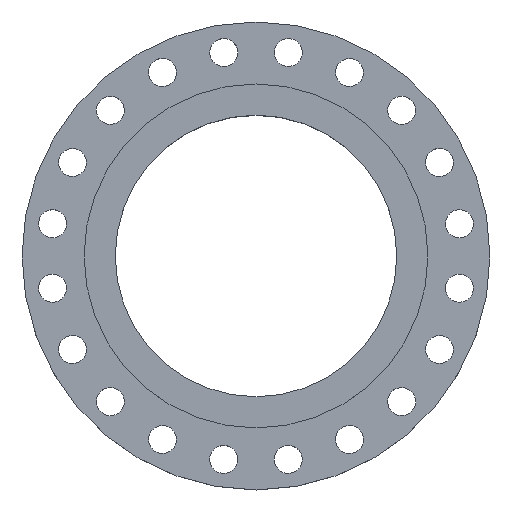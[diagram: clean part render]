
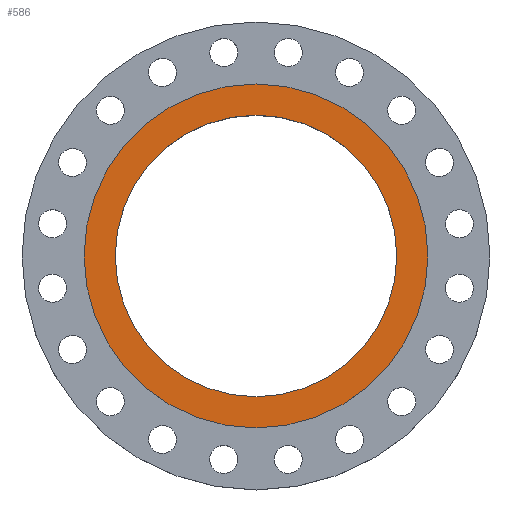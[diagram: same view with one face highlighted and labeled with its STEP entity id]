
A CAD part, top view. The second image highlights one B-rep face of the part: STEP entity #586.
In plain terms, the highlighted planar face has unit normal (0, 0, 1).
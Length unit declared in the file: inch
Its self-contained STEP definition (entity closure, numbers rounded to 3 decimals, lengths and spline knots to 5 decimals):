
#22 = EDGE_CURVE ( 'NONE', #546, #1342, #151, .T. ) ;
#42 = DIRECTION ( 'NONE',  ( 0., 0., 1. ) ) ;
#151 = CIRCLE ( 'NONE', #948, 10.75 ) ;
#461 = EDGE_LOOP ( 'NONE', ( #547, #1035 ) ) ;
#525 = CARTESIAN_POINT ( 'NONE',  ( -10.75, 0., 0.25 ) ) ;
#540 = FACE_OUTER_BOUND ( 'NONE', #461, .T. ) ;
#546 = VERTEX_POINT ( 'NONE', #555 ) ;
#547 = ORIENTED_EDGE ( 'NONE', *, *, #1698, .T. ) ;
#548 = PLANE ( 'NONE',  #938 ) ;
#555 = CARTESIAN_POINT ( 'NONE',  ( 10.75, 0., 0.25 ) ) ;
#586 = ADVANCED_FACE ( 'NONE', ( #979, #540 ), #548, .T. ) ;
#643 = DIRECTION ( 'NONE',  ( 1., 0., 0. ) ) ;
#648 = CARTESIAN_POINT ( 'NONE',  ( 0., 0., 0.25 ) ) ;
#729 = AXIS2_PLACEMENT_3D ( 'NONE', #1513, #872, #905 ) ;
#843 = AXIS2_PLACEMENT_3D ( 'NONE', #648, #1560, #1697 ) ;
#848 = DIRECTION ( 'NONE',  ( 0., 0., 1. ) ) ;
#861 = EDGE_CURVE ( 'NONE', #1510, #1562, #1888, .T. ) ;
#866 = CARTESIAN_POINT ( 'NONE',  ( 8.8, 0., 0.25 ) ) ;
#872 = DIRECTION ( 'NONE',  ( 0., 0., 1. ) ) ;
#905 = DIRECTION ( 'NONE',  ( 1., 0., 0. ) ) ;
#938 = AXIS2_PLACEMENT_3D ( 'NONE', #1159, #1772, #1762 ) ;
#948 = AXIS2_PLACEMENT_3D ( 'NONE', #1300, #848, #1950 ) ;
#979 = FACE_BOUND ( 'NONE', #1376, .T. ) ;
#1035 = ORIENTED_EDGE ( 'NONE', *, *, #22, .T. ) ;
#1044 = CARTESIAN_POINT ( 'NONE',  ( -8.8, 0., 0.25 ) ) ;
#1159 = CARTESIAN_POINT ( 'NONE',  ( 0., 0., 0.25 ) ) ;
#1235 = CIRCLE ( 'NONE', #729, 8.8 ) ;
#1300 = CARTESIAN_POINT ( 'NONE',  ( 0., 0., 0.25 ) ) ;
#1342 = VERTEX_POINT ( 'NONE', #525 ) ;
#1376 = EDGE_LOOP ( 'NONE', ( #1569, #1787 ) ) ;
#1510 = VERTEX_POINT ( 'NONE', #866 ) ;
#1513 = CARTESIAN_POINT ( 'NONE',  ( 0., 0., 0.25 ) ) ;
#1538 = CIRCLE ( 'NONE', #1599, 10.75 ) ;
#1560 = DIRECTION ( 'NONE',  ( 0., 0., 1. ) ) ;
#1562 = VERTEX_POINT ( 'NONE', #1044 ) ;
#1569 = ORIENTED_EDGE ( 'NONE', *, *, #1935, .F. ) ;
#1599 = AXIS2_PLACEMENT_3D ( 'NONE', #1877, #42, #643 ) ;
#1697 = DIRECTION ( 'NONE',  ( 1., 0., 0. ) ) ;
#1698 = EDGE_CURVE ( 'NONE', #1342, #546, #1538, .T. ) ;
#1762 = DIRECTION ( 'NONE',  ( 1., 0., 0. ) ) ;
#1772 = DIRECTION ( 'NONE',  ( 0., 0., 1. ) ) ;
#1787 = ORIENTED_EDGE ( 'NONE', *, *, #861, .F. ) ;
#1877 = CARTESIAN_POINT ( 'NONE',  ( 0., 0., 0.25 ) ) ;
#1888 = CIRCLE ( 'NONE', #843, 8.8 ) ;
#1935 = EDGE_CURVE ( 'NONE', #1562, #1510, #1235, .T. ) ;
#1950 = DIRECTION ( 'NONE',  ( 1., 0., 0. ) ) ;
